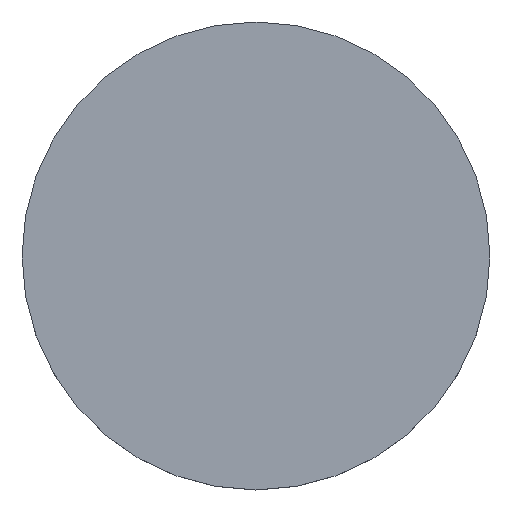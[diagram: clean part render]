
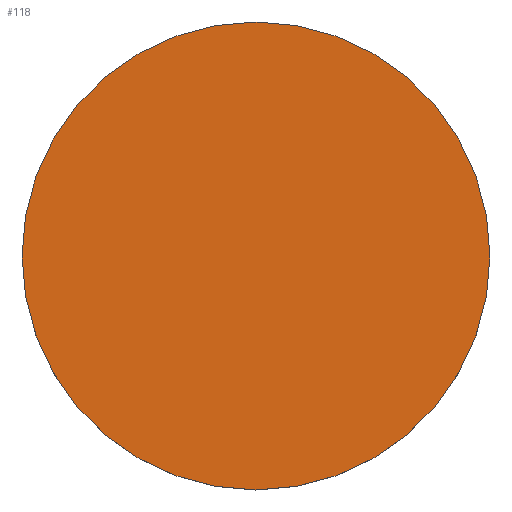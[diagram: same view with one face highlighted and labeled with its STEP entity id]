
A CAD part, top view. The second image highlights one B-rep face of the part: STEP entity #118.
In plain terms, the highlighted planar face has unit normal (0, 0, 1).
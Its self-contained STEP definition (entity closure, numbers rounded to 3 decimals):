
#11 = CARTESIAN_POINT ( 'NONE',  ( 0., 0., 3. ) ) ;
#15 = DIRECTION ( 'NONE',  ( 1., 0., 0. ) ) ;
#19 = AXIS2_PLACEMENT_3D ( 'NONE', #11, #126, #227 ) ;
#60 = VERTEX_POINT ( 'NONE', #165 ) ;
#70 = CARTESIAN_POINT ( 'NONE',  ( 0., 26.112, 3. ) ) ;
#86 = DIRECTION ( 'NONE',  ( 0., 0., 1. ) ) ;
#88 = FACE_OUTER_BOUND ( 'NONE', #163, .T. ) ;
#107 = AXIS2_PLACEMENT_3D ( 'NONE', #215, #196, #213 ) ;
#118 = ADVANCED_FACE ( 'NONE', ( #88 ), #201, .T. ) ;
#120 = VERTEX_POINT ( 'NONE', #226 ) ;
#126 = DIRECTION ( 'NONE',  ( 0., 0., -1. ) ) ;
#138 = EDGE_CURVE ( 'NONE', #60, #120, #187, .T. ) ;
#140 = ORIENTED_EDGE ( 'NONE', *, *, #138, .F. ) ;
#141 = CIRCLE ( 'NONE', #107, 12.7 ) ;
#163 = EDGE_LOOP ( 'NONE', ( #167, #140 ) ) ;
#165 = CARTESIAN_POINT ( 'NONE',  ( -12.7, 0., 3. ) ) ;
#167 = ORIENTED_EDGE ( 'NONE', *, *, #171, .F. ) ;
#171 = EDGE_CURVE ( 'NONE', #120, #60, #141, .T. ) ;
#187 = CIRCLE ( 'NONE', #19, 12.7 ) ;
#196 = DIRECTION ( 'NONE',  ( 0., 0., -1. ) ) ;
#197 = AXIS2_PLACEMENT_3D ( 'NONE', #70, #86, #15 ) ;
#201 = PLANE ( 'NONE',  #197 ) ;
#213 = DIRECTION ( 'NONE',  ( 1., 0., 0. ) ) ;
#215 = CARTESIAN_POINT ( 'NONE',  ( 0., 0., 3. ) ) ;
#226 = CARTESIAN_POINT ( 'NONE',  ( 12.7, 0., 3. ) ) ;
#227 = DIRECTION ( 'NONE',  ( 1., 0., 0. ) ) ;
